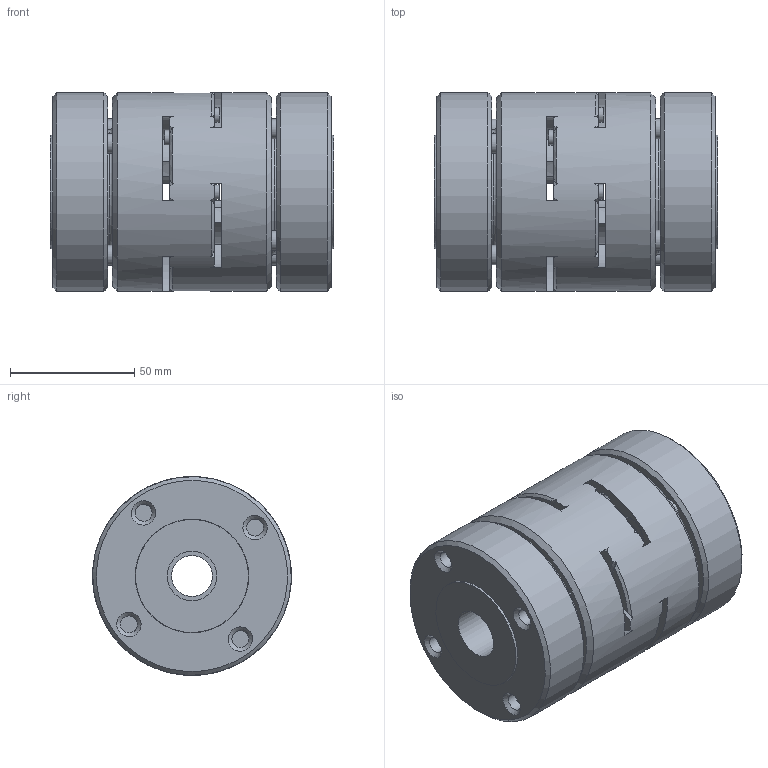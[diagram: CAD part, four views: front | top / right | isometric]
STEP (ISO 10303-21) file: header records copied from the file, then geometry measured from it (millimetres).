
FILE_DESCRIPTION( ( 'Unknown' ), '1' );
FILE_NAME( 'ESM-A 320.stp', 'Unknown', ( 'Unknown' ), ( 'Unknown' ), 'PSStep 10.1', 'Unknown', ' ' );
FILE_SCHEMA( ( 'AUTOMOTIVE_DESIGN { 1 0 10303 214 1 1 1 1 }' ) );
Length unit declared in the file: millimetre
Products named in the file (1): kt100627-oa8
Bounding box: 114 x 79.99 x 79.99 mm (x, y, z)
Volume: 456844.6 mm3; surface area: 89494.7 mm2
Topology: 1 solids, 1 shells, 412 faces, 1049 edges, 668 vertices
Faces by surface type: plane 160, cylinder 132, cone 106, torus 14
Full cylindrical faces by diameter (mm): 6 x8, 6.8 x16, 8 x8, 8.5 x8, 13 x8, 13.5 x8, 16.5 x1, 20 x2, 38 x2, 46 x2, 50.1 x2, 80 x3
Entity records: 15284 total; most frequent: CARTESIAN_POINT 2649, DIRECTION 1966, ORIENTED_EDGE 1748, EDGE_CURVE 874, AXIS2_PLACEMENT_3D 839, EDGE_LOOP 632, VERTEX_POINT 626, FACE_OUTER_BOUND 494
